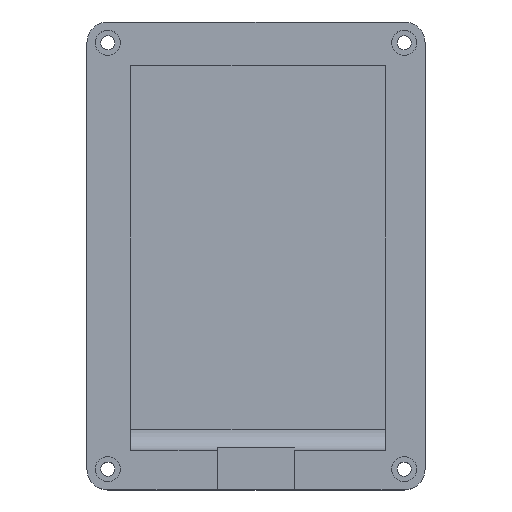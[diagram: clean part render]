
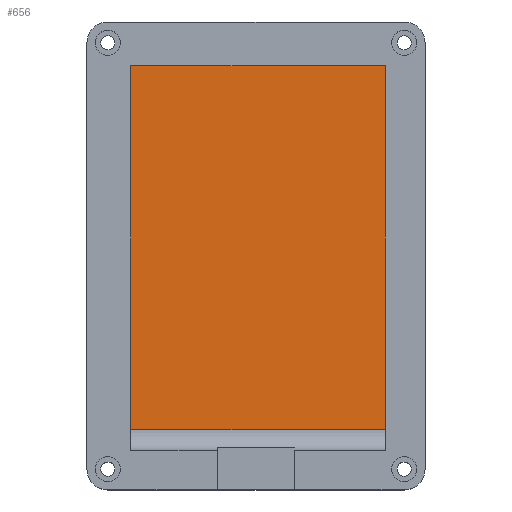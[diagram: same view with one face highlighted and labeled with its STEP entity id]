
A CAD part, top view. The second image highlights one B-rep face of the part: STEP entity #656.
In plain terms, the highlighted planar face has unit normal (0, 0, 1).
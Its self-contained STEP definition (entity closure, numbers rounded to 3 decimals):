
#41=PLANE('',#727);
#69=FACE_OUTER_BOUND('',#113,.T.);
#113=EDGE_LOOP('',(#517,#518,#519,#520));
#181=LINE('',#1078,#235);
#187=LINE('',#1090,#241);
#189=LINE('',#1094,#243);
#190=LINE('',#1095,#244);
#235=VECTOR('',#854,10.);
#241=VECTOR('',#868,10.);
#243=VECTOR('',#872,10.);
#244=VECTOR('',#873,10.);
#333=VERTEX_POINT('',#1075);
#334=VERTEX_POINT('',#1077);
#336=VERTEX_POINT('',#1089);
#337=VERTEX_POINT('',#1093);
#400=EDGE_CURVE('',#333,#334,#181,.T.);
#407=EDGE_CURVE('',#334,#336,#187,.T.);
#409=EDGE_CURVE('',#337,#333,#189,.T.);
#410=EDGE_CURVE('',#336,#337,#190,.T.);
#517=ORIENTED_EDGE('',*,*,#400,.F.);
#518=ORIENTED_EDGE('',*,*,#409,.F.);
#519=ORIENTED_EDGE('',*,*,#410,.F.);
#520=ORIENTED_EDGE('',*,*,#407,.F.);
#656=ADVANCED_FACE('',(#69),#41,.T.);
#727=AXIS2_PLACEMENT_3D('',#1092,#870,#871);
#854=DIRECTION('',(-1.,0.,0.));
#868=DIRECTION('',(0.,1.,0.));
#870=DIRECTION('center_axis',(0.,0.,1.));
#871=DIRECTION('ref_axis',(1.,0.,0.));
#872=DIRECTION('',(0.,-1.,0.));
#873=DIRECTION('',(1.,0.,0.));
#1075=CARTESIAN_POINT('',(46.2,-62.4,3.));
#1077=CARTESIAN_POINT('',(-15.,-62.4,3.));
#1078=CARTESIAN_POINT('',(30.9,-62.4,3.));
#1089=CARTESIAN_POINT('',(-15.,25.,3.));
#1090=CARTESIAN_POINT('',(-15.,-44.3,3.));
#1092=CARTESIAN_POINT('Origin',(15.6,-21.2,3.));
#1093=CARTESIAN_POINT('',(46.2,25.,3.));
#1094=CARTESIAN_POINT('',(46.2,1.9,3.));
#1095=CARTESIAN_POINT('',(0.3,25.,3.));
